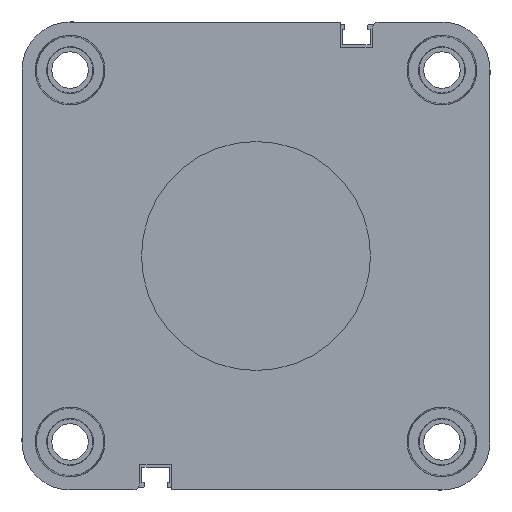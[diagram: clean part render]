
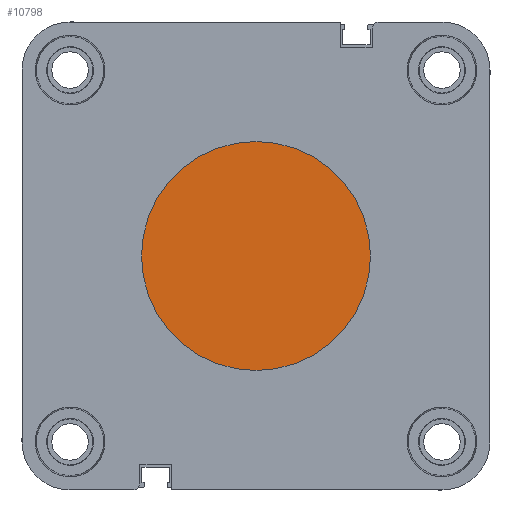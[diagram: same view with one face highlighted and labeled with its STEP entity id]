
A CAD part, left-side view. The second image highlights one B-rep face of the part: STEP entity #10798.
In plain terms, the highlighted planar face has unit normal (-1, 0, 0).
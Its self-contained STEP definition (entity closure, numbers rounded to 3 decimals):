
#1512 = VERTEX_POINT ( 'NONE', #10829 ) ;
#2114 = AXIS2_PLACEMENT_3D ( 'NONE', #11269, #4292, #13719 ) ;
#2885 = EDGE_CURVE ( 'NONE', #1512, #7200, #9001, .T. ) ;
#3343 = CARTESIAN_POINT ( 'NONE',  ( 0., 0., 0. ) ) ;
#3694 = CIRCLE ( 'NONE', #6825, 27.4 ) ;
#3886 = ORIENTED_EDGE ( 'NONE', *, *, #2885, .T. ) ;
#4292 = DIRECTION ( 'NONE',  ( -1., 0., 0. ) ) ;
#4954 = CARTESIAN_POINT ( 'NONE',  ( 0., 0., 0. ) ) ;
#5110 = AXIS2_PLACEMENT_3D ( 'NONE', #3343, #13887, #11365 ) ;
#6825 = AXIS2_PLACEMENT_3D ( 'NONE', #4954, #13118, #8208 ) ;
#7126 = EDGE_LOOP ( 'NONE', ( #12061, #3886 ) ) ;
#7200 = VERTEX_POINT ( 'NONE', #12931 ) ;
#8208 = DIRECTION ( 'NONE',  ( 0., 0., 1. ) ) ;
#9001 = CIRCLE ( 'NONE', #5110, 27.4 ) ;
#10288 = PLANE ( 'NONE',  #2114 ) ;
#10798 = ADVANCED_FACE ( 'NONE', ( #13591 ), #10288, .T. ) ;
#10829 = CARTESIAN_POINT ( 'NONE',  ( 0., 0., -27.4 ) ) ;
#10850 = EDGE_CURVE ( 'NONE', #7200, #1512, #3694, .T. ) ;
#11269 = CARTESIAN_POINT ( 'NONE',  ( 0., 0., 0. ) ) ;
#11365 = DIRECTION ( 'NONE',  ( 0., 0., 1. ) ) ;
#12061 = ORIENTED_EDGE ( 'NONE', *, *, #10850, .T. ) ;
#12931 = CARTESIAN_POINT ( 'NONE',  ( 0., 0., 27.4 ) ) ;
#13118 = DIRECTION ( 'NONE',  ( -1., 0., 0. ) ) ;
#13591 = FACE_OUTER_BOUND ( 'NONE', #7126, .T. ) ;
#13719 = DIRECTION ( 'NONE',  ( 0., 0., 1. ) ) ;
#13887 = DIRECTION ( 'NONE',  ( -1., 0., 0. ) ) ;
